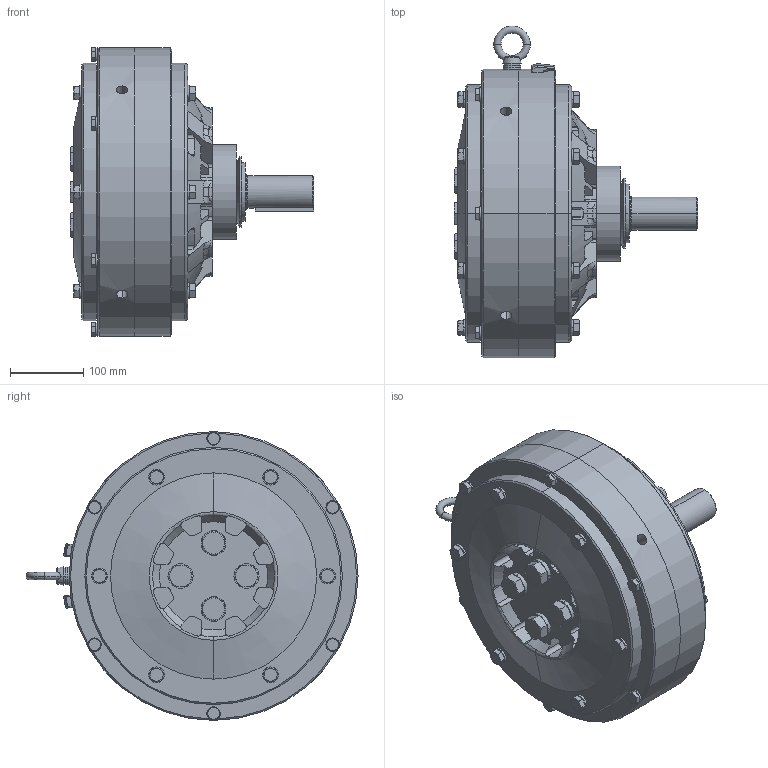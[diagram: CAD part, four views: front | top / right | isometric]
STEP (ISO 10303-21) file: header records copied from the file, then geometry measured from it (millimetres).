
FILE_DESCRIPTION (( 'STEP AP203' ), '1' );
FILE_NAME ('YPP616678.STEP', '2020-12-24T07:42:58', ( '' ), ( '' ), 'SwSTEP 2.0', 'SolidWorks 2016', '' );
FILE_SCHEMA (( 'CONFIG_CONTROL_DESIGN' ));
Length unit declared in the file: millimetre
Products named in the file (1): YPP616678
Bounding box: 333.1 x 454 x 395 mm (x, y, z)
Volume: 18502019.6 mm3; surface area: 874231.8 mm2
Topology: 22 solids, 22 shells, 1031 faces, 2545 edges, 1560 vertices
Faces by surface type: plane 444, cylinder 348, cone 190, torus 29, bspline 20
Entity records: 34422 total; most frequent: CARTESIAN_POINT 10543, ORIENTED_EDGE 5026, DIRECTION 4961, EDGE_CURVE 2513, AXIS2_PLACEMENT_3D 1966, VERTEX_POINT 1560, EDGE_LOOP 1085, FACE_OUTER_BOUND 1031
